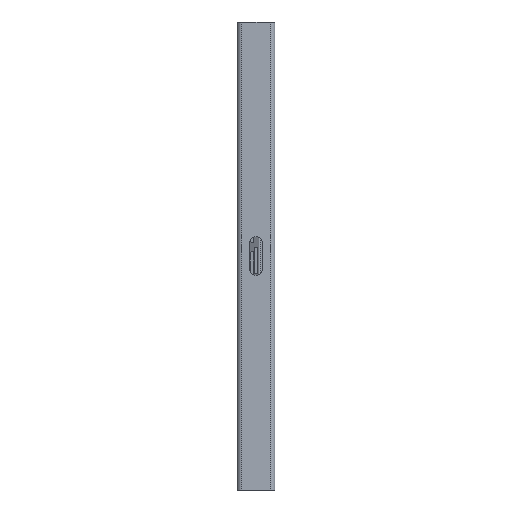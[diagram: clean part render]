
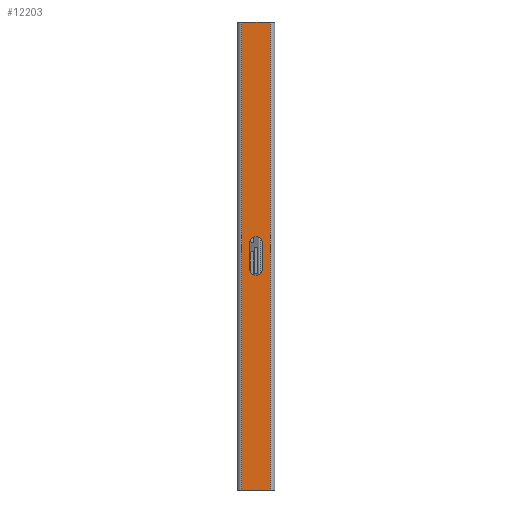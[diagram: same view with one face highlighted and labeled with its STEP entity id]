
A CAD part, left-side view. The second image highlights one B-rep face of the part: STEP entity #12203.
In plain terms, the highlighted planar face has unit normal (-1, 0, 0).
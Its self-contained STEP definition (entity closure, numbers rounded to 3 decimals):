
#5986 = VERTEX_POINT('',#5987);
#5987 = CARTESIAN_POINT('',(-44.794,2.5,-124.));
#5994 = EDGE_CURVE('',#5986,#5995,#5997,.T.);
#5995 = VERTEX_POINT('',#5996);
#5996 = CARTESIAN_POINT('',(-44.794,17.517,-124.));
#5997 = LINE('',#5998,#5999);
#5998 = CARTESIAN_POINT('',(-44.794,2.5,-124.));
#5999 = VECTOR('',#6000,1.);
#6000 = DIRECTION('',(0.,1.,0.));
#6136 = VERTEX_POINT('',#6137);
#6137 = CARTESIAN_POINT('',(-44.794,2.5,124.));
#6144 = EDGE_CURVE('',#6136,#6145,#6147,.T.);
#6145 = VERTEX_POINT('',#6146);
#6146 = CARTESIAN_POINT('',(-44.794,17.517,124.));
#6147 = LINE('',#6148,#6149);
#6148 = CARTESIAN_POINT('',(-44.794,2.5,124.));
#6149 = VECTOR('',#6150,1.);
#6150 = DIRECTION('',(0.,1.,0.));
#11952 = EDGE_CURVE('',#5995,#6145,#11953,.T.);
#11953 = LINE('',#11954,#11955);
#11954 = CARTESIAN_POINT('',(-44.794,17.517,-124.));
#11955 = VECTOR('',#11956,1.);
#11956 = DIRECTION('',(0.,0.,1.));
#12190 = EDGE_CURVE('',#5986,#6136,#12191,.T.);
#12191 = LINE('',#12192,#12193);
#12192 = CARTESIAN_POINT('',(-44.794,2.5,-124.));
#12193 = VECTOR('',#12194,1.);
#12194 = DIRECTION('',(0.,0.,1.));
#12203 = ADVANCED_FACE('',(#12204,#12210),#12246,.T.);
#12204 = FACE_BOUND('',#12205,.T.);
#12205 = EDGE_LOOP('',(#12206,#12207,#12208,#12209));
#12206 = ORIENTED_EDGE('',*,*,#12190,.T.);
#12207 = ORIENTED_EDGE('',*,*,#6144,.T.);
#12208 = ORIENTED_EDGE('',*,*,#11952,.F.);
#12209 = ORIENTED_EDGE('',*,*,#5994,.F.);
#12210 = FACE_BOUND('',#12211,.T.);
#12211 = EDGE_LOOP('',(#12212,#12223,#12231,#12240));
#12212 = ORIENTED_EDGE('',*,*,#12213,.F.);
#12213 = EDGE_CURVE('',#12214,#12216,#12218,.T.);
#12214 = VERTEX_POINT('',#12215);
#12215 = CARTESIAN_POINT('',(-44.794,13.5,-6.716));
#12216 = VERTEX_POINT('',#12217);
#12217 = CARTESIAN_POINT('',(-44.794,6.5,-6.716));
#12218 = CIRCLE('',#12219,3.5);
#12219 = AXIS2_PLACEMENT_3D('',#12220,#12221,#12222);
#12220 = CARTESIAN_POINT('',(-44.794,10.,-6.716));
#12221 = DIRECTION('',(-1.,0.,0.));
#12222 = DIRECTION('',(0.,1.,0.));
#12223 = ORIENTED_EDGE('',*,*,#12224,.T.);
#12224 = EDGE_CURVE('',#12214,#12225,#12227,.T.);
#12225 = VERTEX_POINT('',#12226);
#12226 = CARTESIAN_POINT('',(-44.794,13.5,6.716));
#12227 = LINE('',#12228,#12229);
#12228 = CARTESIAN_POINT('',(-44.794,13.5,-65.358));
#12229 = VECTOR('',#12230,1.);
#12230 = DIRECTION('',(0.,0.,1.));
#12231 = ORIENTED_EDGE('',*,*,#12232,.F.);
#12232 = EDGE_CURVE('',#12233,#12225,#12235,.T.);
#12233 = VERTEX_POINT('',#12234);
#12234 = CARTESIAN_POINT('',(-44.794,6.5,6.716));
#12235 = CIRCLE('',#12236,3.5);
#12236 = AXIS2_PLACEMENT_3D('',#12237,#12238,#12239);
#12237 = CARTESIAN_POINT('',(-44.794,10.,6.716));
#12238 = DIRECTION('',(-1.,0.,0.));
#12239 = DIRECTION('',(0.,1.,0.));
#12240 = ORIENTED_EDGE('',*,*,#12241,.F.);
#12241 = EDGE_CURVE('',#12216,#12233,#12242,.T.);
#12242 = LINE('',#12243,#12244);
#12243 = CARTESIAN_POINT('',(-44.794,6.5,-65.358));
#12244 = VECTOR('',#12245,1.);
#12245 = DIRECTION('',(0.,0.,1.));
#12246 = PLANE('',#12247);
#12247 = AXIS2_PLACEMENT_3D('',#12248,#12249,#12250);
#12248 = CARTESIAN_POINT('',(-44.794,2.5,-124.));
#12249 = DIRECTION('',(-1.,0.,0.));
#12250 = DIRECTION('',(0.,1.,0.));
